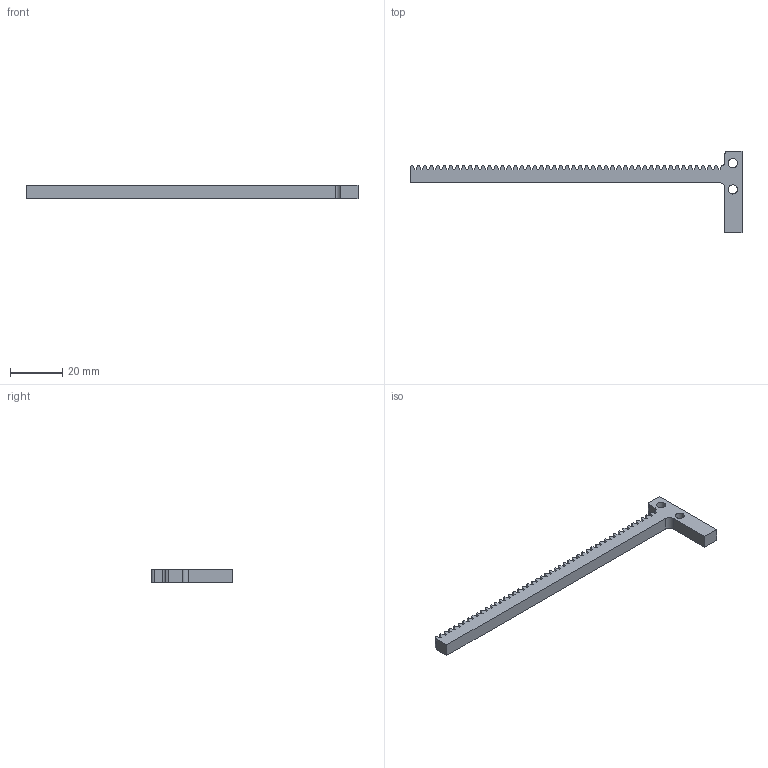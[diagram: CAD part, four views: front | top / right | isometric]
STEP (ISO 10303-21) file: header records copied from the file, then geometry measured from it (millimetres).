
FILE_DESCRIPTION(/* description */ ('Alibre Inc.'),/* implementation_level */ '2;1');
FILE_NAME(/* name */ 'export0',/* time_stamp */ '2013-10-11T23:17:58+01:00',/* author */ (''),/* organization */ (''),/* preprocessor_version */ 'ST-DEVELOPER v14',/* originating_system */ 'Alibre',/* authorisation */ '');
FILE_SCHEMA (('CONFIG_CONTROL_DESIGN'));
Length unit declared in the file: centimetre
Products named in the file (1): ID_1
Bounding box: 126.5 x 30.95 x 5 mm (x, y, z)
Volume: 4450.3 mm3; surface area: 4036.4 mm2
Topology: 1 solids, 1 shells, 208 faces, 618 edges, 412 vertices
Faces by surface type: bspline 97, plane 57, cylinder 54
Full cylindrical faces by diameter (mm): 3.5 x2
Entity records: 7926 total; most frequent: CARTESIAN_POINT 2885, ORIENTED_EDGE 1232, DIRECTION 695, EDGE_CURVE 616, VERTEX_POINT 412, VECTOR 314, LINE 314, AXIS2_PLACEMENT_3D 219
